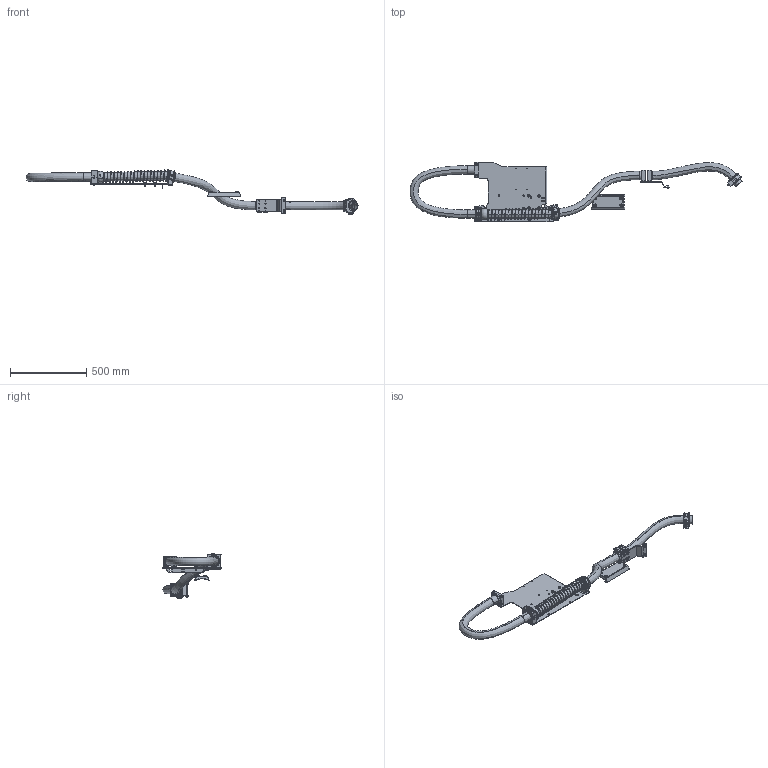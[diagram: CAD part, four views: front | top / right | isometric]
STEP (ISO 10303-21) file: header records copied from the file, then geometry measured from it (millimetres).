
FILE_DESCRIPTION (( 'STEP AP203' ), '1' );
FILE_NAME ('P2444.STEP', '2021-03-25T07:50:50', ( '' ), ( '' ), 'SwSTEP 2.0', 'SolidWorks 2019', '' );
FILE_SCHEMA (( 'CONFIG_CONTROL_DESIGN' ));
Length unit declared in the file: millimetre
Products named in the file (1): P2444
Bounding box: 2183.58 x 390 x 291.75 mm (x, y, z)
Volume: 3070429 mm3; surface area: 1763839.2 mm2
Topology: 47 solids, 47 shells, 3687 faces, 9615 edges, 6099 vertices
Faces by surface type: plane 1308, cylinder 1232, bspline 781, torus 160, cone 146, sphere 60
Entity records: 224336 total; most frequent: CARTESIAN_POINT 138915, ORIENTED_EDGE 18990, DIRECTION 16054, EDGE_CURVE 9495, VERTEX_POINT 6083, AXIS2_PLACEMENT_3D 5809, VECTOR 4436, LINE 4436
